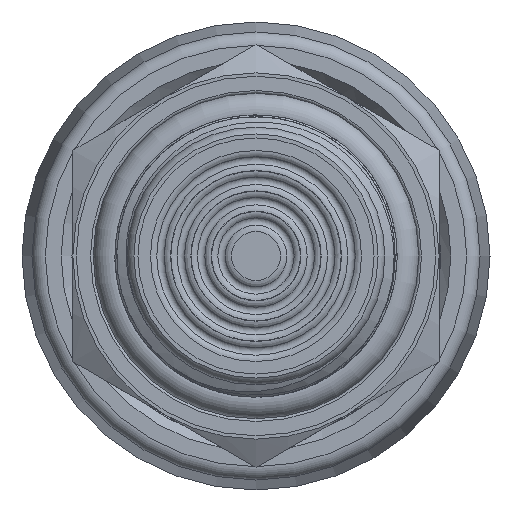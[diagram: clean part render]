
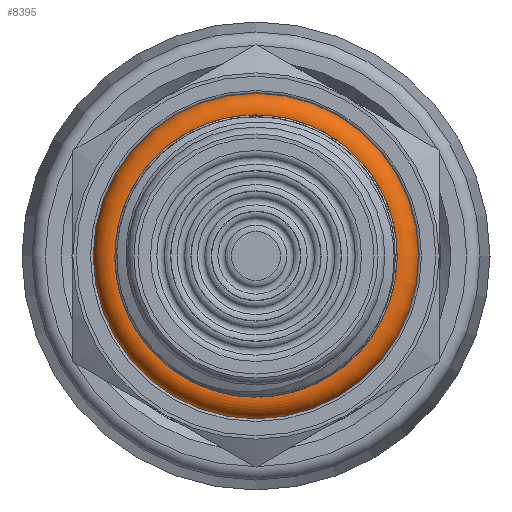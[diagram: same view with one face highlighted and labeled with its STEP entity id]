
A CAD part, left-side view. The second image highlights one B-rep face of the part: STEP entity #8395.
In plain terms, the highlighted toroidal (fillet/blend) face has major radius 10.6 mm and minor radius 1.4 mm.
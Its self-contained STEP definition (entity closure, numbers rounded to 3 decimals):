
#1002=TOROIDAL_SURFACE('',#8932,10.6,1.4);
#1636=FACE_OUTER_BOUND('',#2169,.T.);
#2169=EDGE_LOOP('',(#7826,#7827,#7828,#7829));
#3193=CIRCLE('',#8933,1.4);
#3194=CIRCLE('',#8934,9.2);
#4028=VERTEX_POINT('',#24484);
#5294=EDGE_CURVE('',#4028,#4028,#3193,.T.);
#5295=EDGE_CURVE('',#4028,#4028,#3194,.T.);
#7826=ORIENTED_EDGE('',*,*,#5294,.F.);
#7827=ORIENTED_EDGE('',*,*,#5295,.T.);
#7828=ORIENTED_EDGE('',*,*,#5294,.T.);
#7829=ORIENTED_EDGE('',*,*,#5295,.F.);
#8395=ADVANCED_FACE('',(#1636),#1002,.T.);
#8932=AXIS2_PLACEMENT_3D('',#24483,#10273,#10274);
#8933=AXIS2_PLACEMENT_3D('',#24485,#10275,#10276);
#8934=AXIS2_PLACEMENT_3D('',#24486,#10277,#10278);
#10273=DIRECTION('center_axis',(1.,0.,0.));
#10274=DIRECTION('ref_axis',(0.,0.,-1.));
#10275=DIRECTION('center_axis',(0.,-1.,0.));
#10276=DIRECTION('ref_axis',(0.,0.,1.));
#10277=DIRECTION('center_axis',(-1.,0.,0.));
#10278=DIRECTION('ref_axis',(0.,0.,-1.));
#24483=CARTESIAN_POINT('Origin',(20.7,0.,0.));
#24484=CARTESIAN_POINT('',(20.7,0.,9.2));
#24485=CARTESIAN_POINT('Origin',(20.7,0.,10.6));
#24486=CARTESIAN_POINT('Origin',(20.7,0.,0.));
